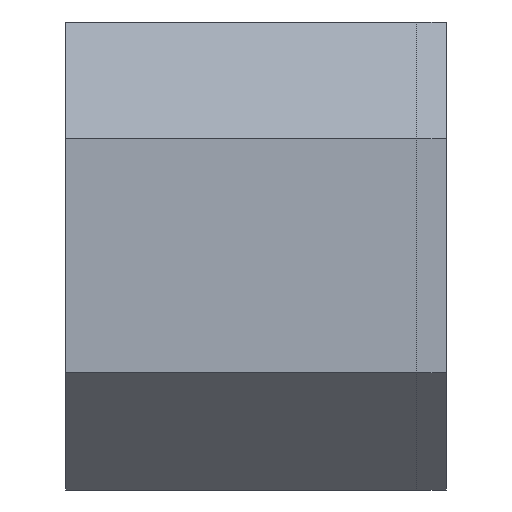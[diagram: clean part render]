
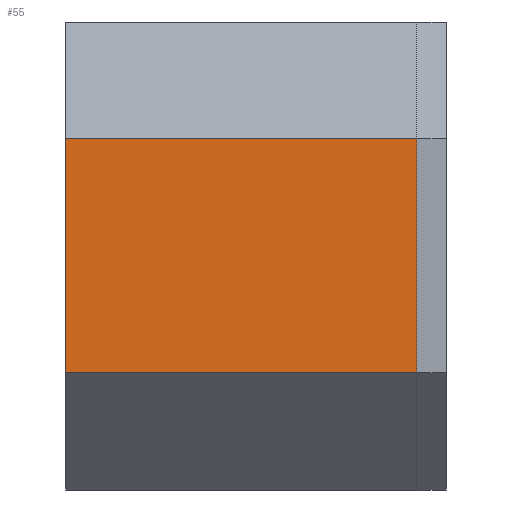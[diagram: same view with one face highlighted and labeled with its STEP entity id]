
A CAD part, left-side view. The second image highlights one B-rep face of the part: STEP entity #55.
In plain terms, the highlighted planar face has unit normal (-1, 0, 0).
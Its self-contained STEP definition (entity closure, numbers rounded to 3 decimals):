
#55=ADVANCED_FACE('',(#108),#784,.T.);
#108=FACE_OUTER_BOUND('',#165,.T.);
#165=EDGE_LOOP('',(#358,#359,#360,#361));
#358=ORIENTED_EDGE('',*,*,#527,.F.);
#359=ORIENTED_EDGE('',*,*,#522,.F.);
#360=ORIENTED_EDGE('',*,*,#528,.F.);
#361=ORIENTED_EDGE('',*,*,#526,.F.);
#522=EDGE_CURVE('',#755,#756,#604,.T.);
#526=EDGE_CURVE('',#714,#716,#608,.T.);
#527=EDGE_CURVE('',#756,#714,#609,.T.);
#528=EDGE_CURVE('',#716,#755,#610,.T.);
#604=B_SPLINE_CURVE_WITH_KNOTS('',1,(#1967,#1968),.UNSPECIFIED.,.F.,.F.,
(2,2),(0.,4.),.UNSPECIFIED.);
#608=B_SPLINE_CURVE_WITH_KNOTS('',1,(#1975,#1976),.UNSPECIFIED.,.F.,.F.,
(2,2),(-4.,0.),.UNSPECIFIED.);
#609=B_SPLINE_CURVE_WITH_KNOTS('',1,(#1977,#1978),.UNSPECIFIED.,.F.,.F.,
(2,2),(-6.,0.),.UNSPECIFIED.);
#610=B_SPLINE_CURVE_WITH_KNOTS('',1,(#1979,#1980),.UNSPECIFIED.,.F.,.F.,
(2,2),(-6.,0.),.UNSPECIFIED.);
#714=VERTEX_POINT('',#1632);
#716=VERTEX_POINT('',#1634);
#755=VERTEX_POINT('',#1673);
#756=VERTEX_POINT('',#1674);
#784=PLANE('',#857);
#857=AXIS2_PLACEMENT_3D('',#1288,#880,$);
#880=DIRECTION('',(-1.,0.,0.));
#1288=CARTESIAN_POINT('',(14.86,15.4,2.4));
#1632=CARTESIAN_POINT('',(14.86,16.,2.));
#1634=CARTESIAN_POINT('',(14.86,16.,-2.));
#1673=CARTESIAN_POINT('',(14.86,22.,-2.));
#1674=CARTESIAN_POINT('',(14.86,22.,2.));
#1967=CARTESIAN_POINT('',(14.86,22.,-2.));
#1968=CARTESIAN_POINT('',(14.86,22.,2.));
#1975=CARTESIAN_POINT('',(14.86,16.,2.));
#1976=CARTESIAN_POINT('',(14.86,16.,-2.));
#1977=CARTESIAN_POINT('',(14.86,22.,2.));
#1978=CARTESIAN_POINT('',(14.86,16.,2.));
#1979=CARTESIAN_POINT('',(14.86,16.,-2.));
#1980=CARTESIAN_POINT('',(14.86,22.,-2.));
